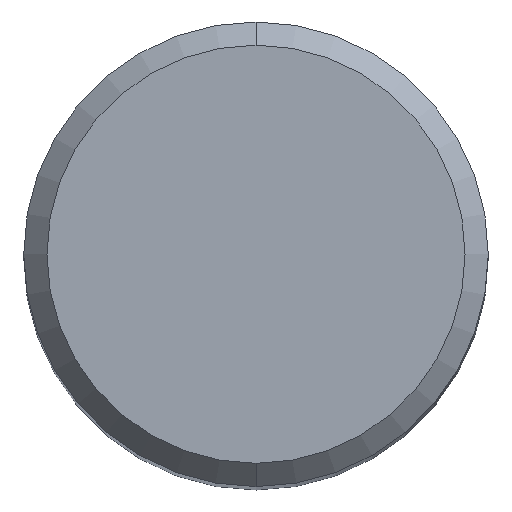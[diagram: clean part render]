
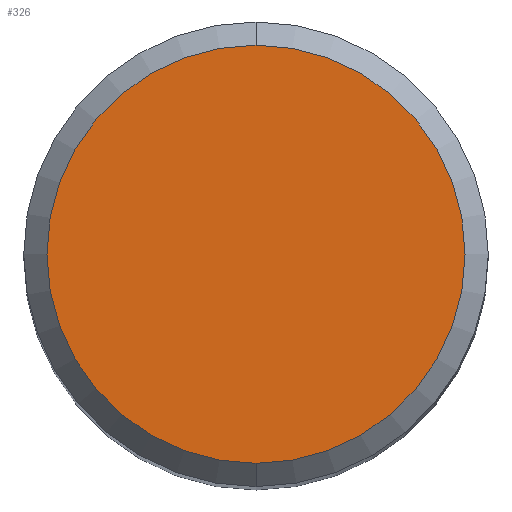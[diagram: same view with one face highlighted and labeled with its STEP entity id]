
A CAD part, top view. The second image highlights one B-rep face of the part: STEP entity #326.
In plain terms, the highlighted planar face has unit normal (0, 0, 1).
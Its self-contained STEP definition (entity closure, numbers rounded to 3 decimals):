
#190=VERTEX_POINT('',#491);
#200=VERTEX_POINT('',#503);
#222=EDGE_CURVE('',#190,#200,#526,.T.);
#326=ADVANCED_FACE('',(#638),#639,.T.);
#394=EDGE_CURVE('',#200,#190,#718,.T.);
#491=CARTESIAN_POINT('',(0.,-7.2,0.0));
#503=CARTESIAN_POINT('',(0.0,7.2,0.0));
#526=CIRCLE('',#904,7.2);
#638=FACE_OUTER_BOUND('',#1160,.T.);
#639=PLANE('',#1161);
#718=CIRCLE('',#1335,7.2);
#904=AXIS2_PLACEMENT_3D('',#1543,#1544,#1545);
#1160=EDGE_LOOP('',(#1645,#1646));
#1161=AXIS2_PLACEMENT_3D('',#1647,#1648,#1649);
#1335=AXIS2_PLACEMENT_3D('',#1746,#1747,#1748);
#1543=CARTESIAN_POINT('',(0.0,0.0,0.0));
#1544=DIRECTION('',(0.0,0.0,-1.0));
#1545=DIRECTION('',(0.0,1.0,0.0));
#1645=ORIENTED_EDGE('',*,*,#394,.F.);
#1646=ORIENTED_EDGE('',*,*,#222,.F.);
#1647=CARTESIAN_POINT('',(0.0,3.6,0.0));
#1648=DIRECTION('',(-0.0,0.0,1.0));
#1649=DIRECTION('',(0.0,-1.0,0.0));
#1746=CARTESIAN_POINT('',(0.0,0.0,0.0));
#1747=DIRECTION('',(0.0,0.0,-1.0));
#1748=DIRECTION('',(0.0,1.0,0.0));
